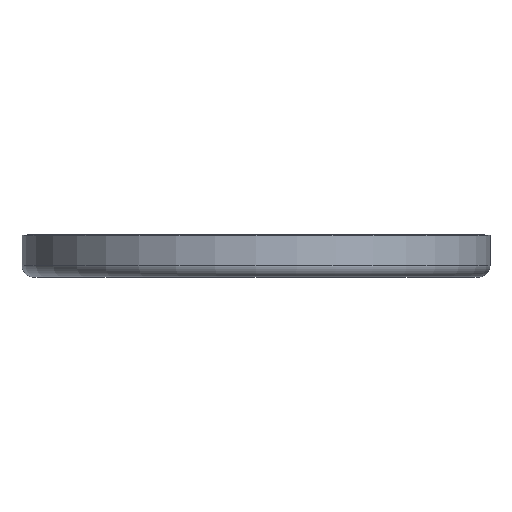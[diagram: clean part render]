
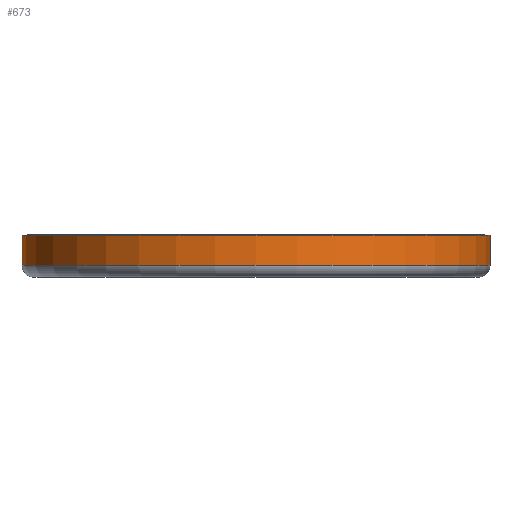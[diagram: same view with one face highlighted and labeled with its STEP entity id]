
A CAD part, front view. The second image highlights one B-rep face of the part: STEP entity #673.
In plain terms, the highlighted cylindrical face has radius 10 mm (diameter 20 mm), a full revolution.
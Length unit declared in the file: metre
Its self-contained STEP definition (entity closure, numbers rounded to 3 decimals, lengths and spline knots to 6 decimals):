
#673=ADVANCED_FACE('',(#1709,#1710),#1711,.T.);
#1709=FACE_OUTER_BOUND('',#3585,.T.);
#1710=FACE_OUTER_BOUND('',#3586,.T.);
#1711=CYLINDRICAL_SURFACE('',#3587,0.01);
#3585=EDGE_LOOP('',(#9225));
#3586=EDGE_LOOP('',(#9226));
#3587=AXIS2_PLACEMENT_3D('',#9227,#9228,#9229);
#9225=ORIENTED_EDGE('',*,*,#11797,.T.);
#9226=ORIENTED_EDGE('',*,*,#12484,.T.);
#9227=CARTESIAN_POINT('',(0.0,0.0,0.0));
#9228=DIRECTION('',(0.0,0.0,-1.0));
#9229=DIRECTION('',(1.0,0.0,0.0));
#11797=EDGE_CURVE('',#13607,#13607,#13608,.F.);
#12484=EDGE_CURVE('',#14955,#14955,#14956,.F.);
#13607=VERTEX_POINT('',#16308);
#13608=CIRCLE('',#16309,0.01);
#14955=VERTEX_POINT('',#18940);
#14956=CIRCLE('',#18941,0.01);
#16308=CARTESIAN_POINT('',(-0.01,0.,-0.0013));
#16309=AXIS2_PLACEMENT_3D('',#21241,#21242,#21243);
#18940=CARTESIAN_POINT('',(0.01,0.,0.0));
#18941=AXIS2_PLACEMENT_3D('',#21622,#21623,#21624);
#21241=CARTESIAN_POINT('',(0.0,0.0,-0.0013));
#21242=DIRECTION('',(-0.0,0.0,-1.0));
#21243=DIRECTION('',(-1.0,0.0,0.0));
#21622=CARTESIAN_POINT('',(0.0,0.0,0.0));
#21623=DIRECTION('',(0.0,0.0,1.0));
#21624=DIRECTION('',(1.0,0.0,-0.0));
